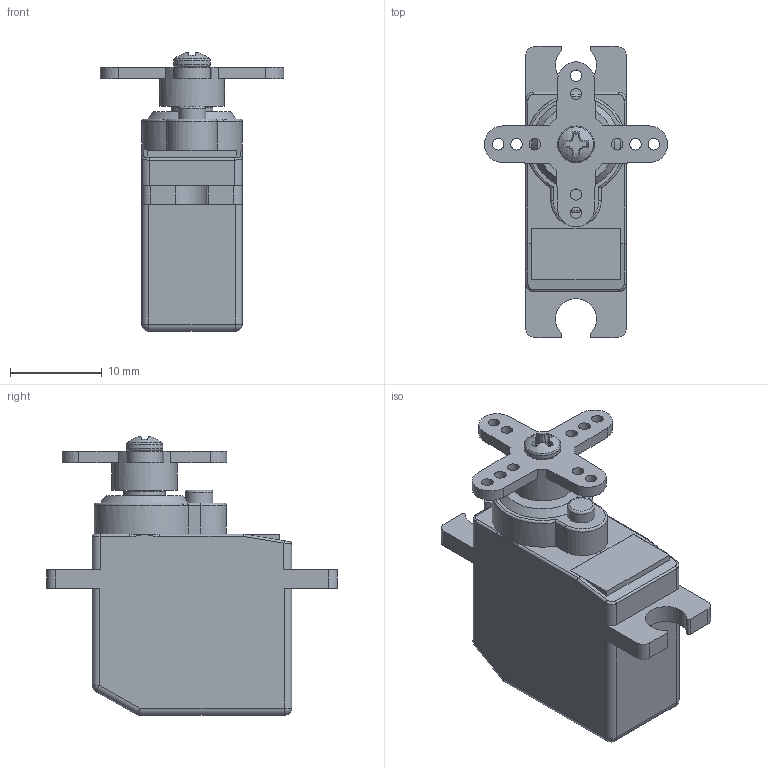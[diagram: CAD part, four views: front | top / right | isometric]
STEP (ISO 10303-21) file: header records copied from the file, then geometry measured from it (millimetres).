
FILE_DESCRIPTION(/* description */ (''),/* implementation_level */ '2;1');
FILE_NAME(/* name */ 'Servo_Futaba_S3107.step',/* time_stamp */ '2021-05-31T20:42:05-07:00',/* author */ (''),/* organization */ (''),/* preprocessor_version */ 'ST-DEVELOPER v18.1',/* originating_system */ 'Autodesk Translation Framework v10.9.0.1377',/* authorisation */ '');
FILE_SCHEMA (('AUTOMOTIVE_DESIGN { 1 0 10303 214 3 1 1 }'));
Length unit declared in the file: millimetre
Products named in the file (4): ServoFutabaS3107; ScrewM2x8mm; Body (1); ServoHorm1-FutabaS3107 v4
Assembly tree (3 placements, depth 2):
  ServoFutabaS3107
    ScrewM2x8mm
    Body (1)
    ServoHorm1-FutabaS3107 v4
Bounding box: 20.03 x 31.8 x 30.46 mm (x, y, z)
Volume: 5501.7 mm3; surface area: 2724.2 mm2
Topology: 3 solids, 3 shells, 193 faces, 510 edges, 324 vertices
Faces by surface type: cylinder 98, plane 65, bspline 9, cone 7, torus 7, sphere 7
Full cylindrical faces by diameter (mm): 1.25 x10, 1.48 x19, 2 x20, 3 x1, 4 x1, 4.55 x1, 7.113 x1
Entity records: 10072 total; most frequent: CARTESIAN_POINT 5230, ORIENTED_EDGE 1012, DIRECTION 957, EDGE_CURVE 506, AXIS2_PLACEMENT_3D 365, VERTEX_POINT 324, LINE 227, VECTOR 227
